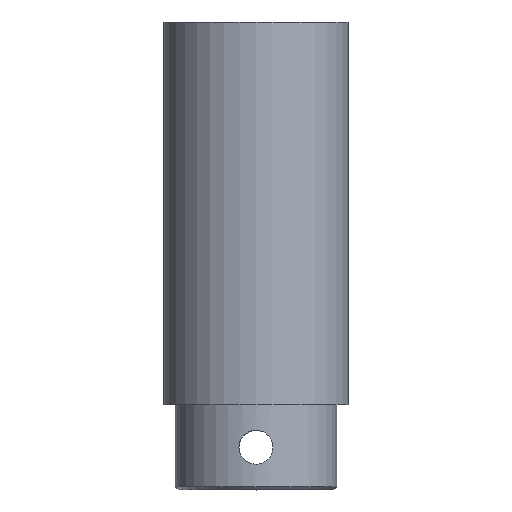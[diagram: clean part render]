
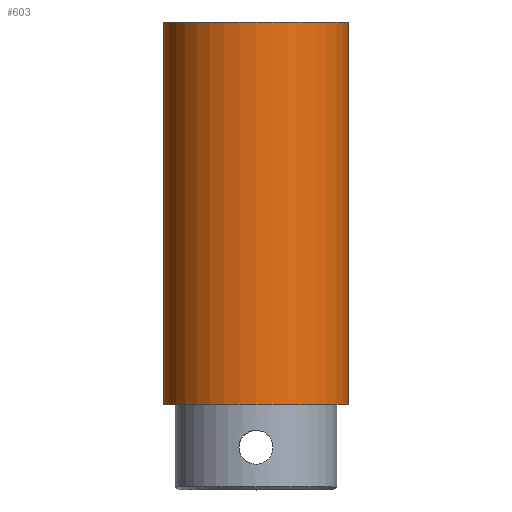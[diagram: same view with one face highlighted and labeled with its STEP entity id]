
A CAD part, top view. The second image highlights one B-rep face of the part: STEP entity #603.
In plain terms, the highlighted cylindrical face has radius 32.5 mm (diameter 65 mm), a full revolution.
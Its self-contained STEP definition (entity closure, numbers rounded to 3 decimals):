
#98=CIRCLE('',#697,32.5);
#99=CIRCLE('',#699,32.5);
#137=FACE_OUTER_BOUND('',#182,.T.);
#182=EDGE_LOOP('',(#552,#553,#554,#555));
#197=LINE('',#1591,#210);
#210=VECTOR('',#875,32.5);
#289=VERTEX_POINT('',#1587);
#290=VERTEX_POINT('',#1590);
#377=EDGE_CURVE('',#289,#289,#98,.T.);
#378=EDGE_CURVE('',#289,#290,#197,.T.);
#379=EDGE_CURVE('',#290,#290,#99,.T.);
#552=ORIENTED_EDGE('',*,*,#377,.F.);
#553=ORIENTED_EDGE('',*,*,#378,.T.);
#554=ORIENTED_EDGE('',*,*,#379,.T.);
#555=ORIENTED_EDGE('',*,*,#378,.F.);
#567=CYLINDRICAL_SURFACE('',#698,32.5);
#603=ADVANCED_FACE('',(#137),#567,.T.);
#697=AXIS2_PLACEMENT_3D('',#1588,#871,#872);
#698=AXIS2_PLACEMENT_3D('',#1589,#873,#874);
#699=AXIS2_PLACEMENT_3D('',#1592,#876,#877);
#871=DIRECTION('center_axis',(0.,1.,0.));
#872=DIRECTION('ref_axis',(1.,0.,0.));
#873=DIRECTION('center_axis',(0.,1.,0.));
#874=DIRECTION('ref_axis',(1.,0.,0.));
#875=DIRECTION('',(0.,-1.,0.));
#876=DIRECTION('center_axis',(0.,1.,0.));
#877=DIRECTION('ref_axis',(1.,0.,0.));
#1587=CARTESIAN_POINT('',(-32.5,135.,0.));
#1588=CARTESIAN_POINT('Origin',(0.,135.,0.));
#1589=CARTESIAN_POINT('Origin',(0.,0.,0.));
#1590=CARTESIAN_POINT('',(-32.5,0.,0.));
#1591=CARTESIAN_POINT('',(-32.5,0.,0.));
#1592=CARTESIAN_POINT('Origin',(0.,0.,0.));
